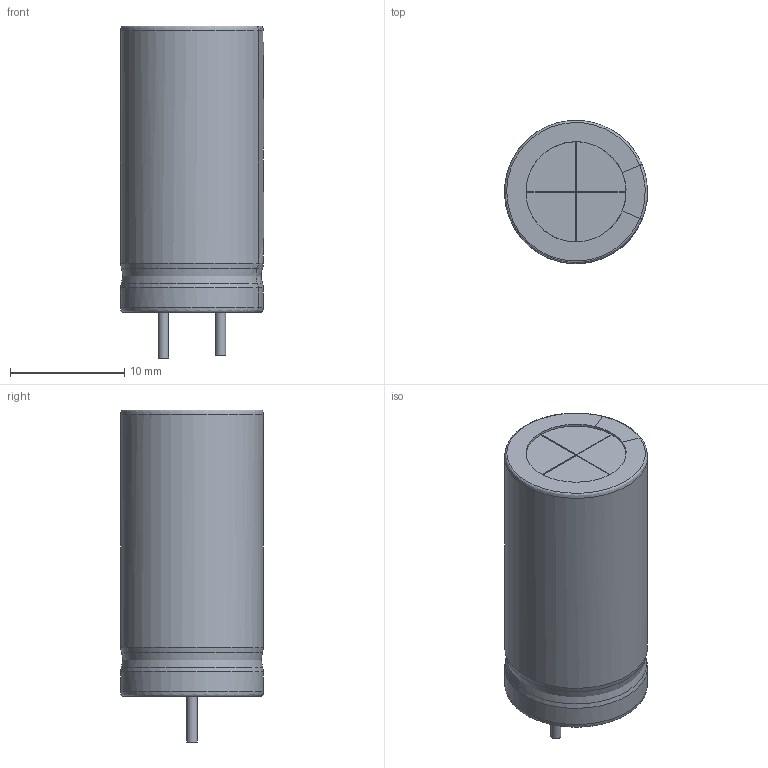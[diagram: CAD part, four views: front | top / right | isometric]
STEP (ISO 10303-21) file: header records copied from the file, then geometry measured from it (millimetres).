
FILE_DESCRIPTION(('FreeCAD Model'),'2;1');
FILE_NAME('x_CapRadial13mm.step','2018-03-19T17:03:40',( 'kicad StepUp'),('ksu MCAD'),'Open CASCADE STEP processor 6.8', 'FreeCAD','Unknown');
FILE_SCHEMA(('AUTOMOTIVE_DESIGN { 1 0 10303 214 1 1 1 1 }'));
Length unit declared in the file: millimetre
Products named in the file (1): x_CapRadial13mm
Bounding box: 12.5 x 12.49 x 29 mm (x, y, z)
Volume: 3034.7 mm3; surface area: 1394.2 mm2
Topology: 1 solids, 2 shells, 53 faces, 140 edges, 95 vertices
Faces by surface type: bspline 53
Entity records: 2881 total; most frequent: CARTESIAN_POINT 1686, ORIENTED_EDGE 280, EDGE_CURVE 140, VERTEX_POINT 95, B_SPLINE_CURVE_WITH_KNOTS 94, FACE_BOUND 57, EDGE_LOOP 57, ADVANCED_FACE 53
